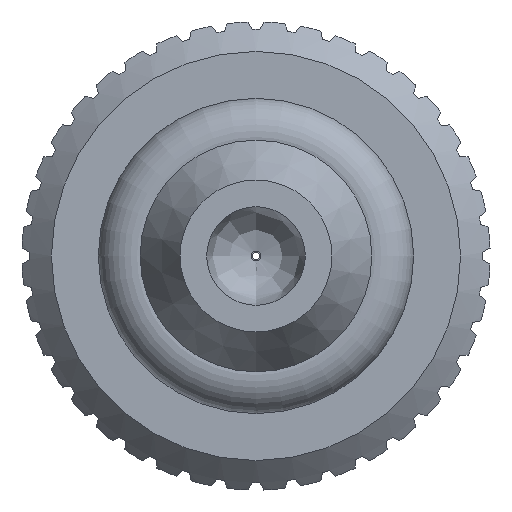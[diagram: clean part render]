
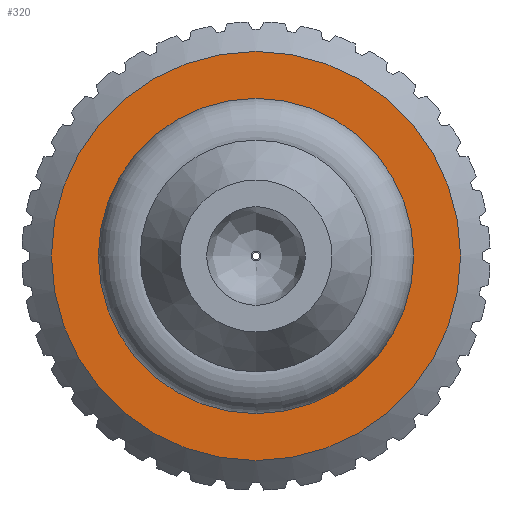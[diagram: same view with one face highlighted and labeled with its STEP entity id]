
A CAD part, front view. The second image highlights one B-rep face of the part: STEP entity #320.
In plain terms, the highlighted planar face has unit normal (0, -1, 0).
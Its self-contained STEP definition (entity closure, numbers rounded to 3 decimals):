
#320 = ADVANCED_FACE( 'NONE', ( #922, #923 ), #924, .F. );
#922 = FACE_OUTER_BOUND( '', #1659, .T. );
#923 = FACE_BOUND( '', #1660, .T. );
#924 = PLANE( '', #1661 );
#1659 = EDGE_LOOP( '', ( #4024 ) );
#1660 = EDGE_LOOP( '', ( #4025 ) );
#1661 = AXIS2_PLACEMENT_3D( '', #4026, #4027, #4028 );
#4024 = ORIENTED_EDGE( '', *, *, #5414, .F. );
#4025 = ORIENTED_EDGE( '', *, *, #4893, .F. );
#4026 = CARTESIAN_POINT( '', ( 3.5, 5., 0. ) );
#4027 = DIRECTION( '', ( 0., 1., 0. ) );
#4028 = DIRECTION( '', ( 1., 0., 0. ) );
#4893 = EDGE_CURVE( 'NONE', #5924, #5924, #5925, .T. );
#5414 = EDGE_CURVE( 'NONE', #6875, #6875, #6876, .T. );
#5924 = VERTEX_POINT( '', #7645 );
#5925 = CIRCLE( '', #7646, 3.198 );
#6875 = VERTEX_POINT( '', #9344 );
#6876 = CIRCLE( '', #9345, 4.15 );
#7645 = CARTESIAN_POINT( '', ( 0., 5., 3.198 ) );
#7646 = AXIS2_PLACEMENT_3D( '', #10711, #10712, #10713 );
#9344 = CARTESIAN_POINT( '', ( 0., 5., 4.15 ) );
#9345 = AXIS2_PLACEMENT_3D( '', #11279, #11280, #11281 );
#10711 = CARTESIAN_POINT( '', ( 0., 5., 0. ) );
#10712 = DIRECTION( '', ( 0., -1., 0. ) );
#10713 = DIRECTION( '', ( 0., 0., 1. ) );
#11279 = CARTESIAN_POINT( '', ( 0., 5., 0. ) );
#11280 = DIRECTION( '', ( 0., 1., 0. ) );
#11281 = DIRECTION( '', ( 0., 0., 1. ) );
